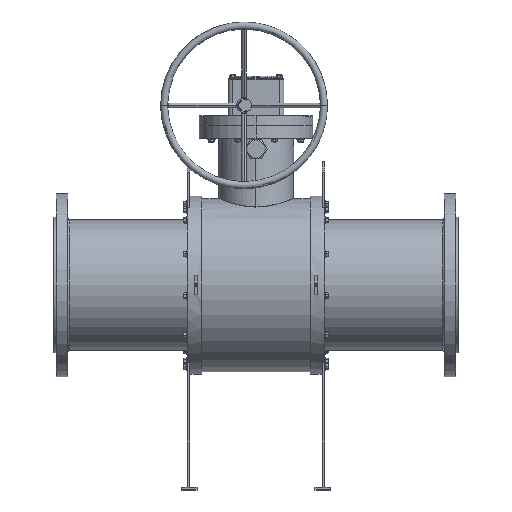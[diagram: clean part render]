
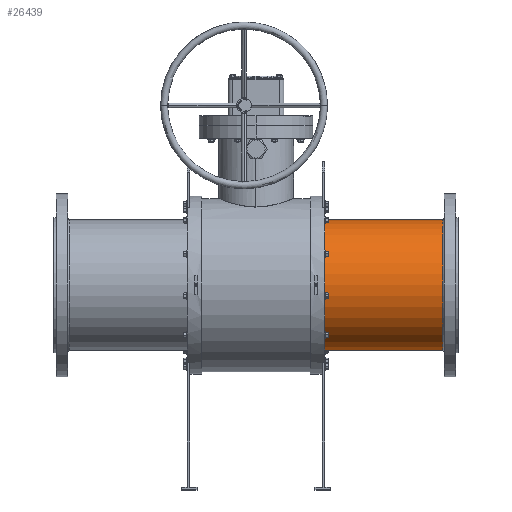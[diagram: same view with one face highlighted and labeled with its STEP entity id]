
A CAD part, top view. The second image highlights one B-rep face of the part: STEP entity #26439.
In plain terms, the highlighted cylindrical face has radius 274 mm (diameter 548 mm), a partial arc.
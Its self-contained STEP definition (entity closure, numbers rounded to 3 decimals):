
#637 = ORIENTED_EDGE ( 'NONE', *, *, #9972, .T. ) ;
#730 = EDGE_CURVE ( 'NONE', #22749, #8489, #10534, .T. ) ;
#1873 = DIRECTION ( 'NONE',  ( 0., 1., 0. ) ) ;
#2288 = CARTESIAN_POINT ( 'NONE',  ( 784., 274., 0. ) ) ;
#2479 = VERTEX_POINT ( 'NONE', #5590 ) ;
#3263 = LINE ( 'NONE', #9161, #20387 ) ;
#4214 = VERTEX_POINT ( 'NONE', #2288 ) ;
#4396 = CARTESIAN_POINT ( 'NONE',  ( -849., -274., 0. ) ) ;
#5590 = CARTESIAN_POINT ( 'NONE',  ( 287.5, 274., 0. ) ) ;
#7748 = CARTESIAN_POINT ( 'NONE',  ( 784., 0., 0. ) ) ;
#8021 = FACE_OUTER_BOUND ( 'NONE', #8117, .T. ) ;
#8095 = CARTESIAN_POINT ( 'NONE',  ( 287.5, -274., 0. ) ) ;
#8117 = EDGE_LOOP ( 'NONE', ( #14474, #21592, #637, #21209 ) ) ;
#8156 = DIRECTION ( 'NONE',  ( 0., -1., 0. ) ) ;
#8489 = VERTEX_POINT ( 'NONE', #8095 ) ;
#9161 = CARTESIAN_POINT ( 'NONE',  ( -849., 274., 0. ) ) ;
#9825 = CIRCLE ( 'NONE', #18738, 274. ) ;
#9859 = DIRECTION ( 'NONE',  ( 0., 0., -1. ) ) ;
#9972 = EDGE_CURVE ( 'NONE', #2479, #8489, #9825, .T. ) ;
#10534 = LINE ( 'NONE', #4396, #16829 ) ;
#14474 = ORIENTED_EDGE ( 'NONE', *, *, #23797, .T. ) ;
#14653 = AXIS2_PLACEMENT_3D ( 'NONE', #14722, #14857, #8156 ) ;
#14722 = CARTESIAN_POINT ( 'NONE',  ( -849., 0., 0. ) ) ;
#14857 = DIRECTION ( 'NONE',  ( -1., 0., 0. ) ) ;
#16013 = AXIS2_PLACEMENT_3D ( 'NONE', #7748, #16271, #1873 ) ;
#16271 = DIRECTION ( 'NONE',  ( -1., 0., 0. ) ) ;
#16829 = VECTOR ( 'NONE', #20875, 1000. ) ;
#18738 = AXIS2_PLACEMENT_3D ( 'NONE', #20468, #20754, #9859 ) ;
#20387 = VECTOR ( 'NONE', #21831, 1000. ) ;
#20468 = CARTESIAN_POINT ( 'NONE',  ( 287.5, 0., 0. ) ) ;
#20754 = DIRECTION ( 'NONE',  ( 1., 0., 0. ) ) ;
#20875 = DIRECTION ( 'NONE',  ( -1., 0., 0. ) ) ;
#21209 = ORIENTED_EDGE ( 'NONE', *, *, #730, .F. ) ;
#21592 = ORIENTED_EDGE ( 'NONE', *, *, #25598, .T. ) ;
#21831 = DIRECTION ( 'NONE',  ( -1., 0., 0. ) ) ;
#22749 = VERTEX_POINT ( 'NONE', #27449 ) ;
#22923 = CYLINDRICAL_SURFACE ( 'NONE', #14653, 274. ) ;
#23797 = EDGE_CURVE ( 'NONE', #22749, #4214, #25339, .T. ) ;
#25339 = CIRCLE ( 'NONE', #16013, 274. ) ;
#25598 = EDGE_CURVE ( 'NONE', #4214, #2479, #3263, .T. ) ;
#26439 = ADVANCED_FACE ( 'NONE', ( #8021 ), #22923, .T. ) ;
#27449 = CARTESIAN_POINT ( 'NONE',  ( 784., -274., 0. ) ) ;
